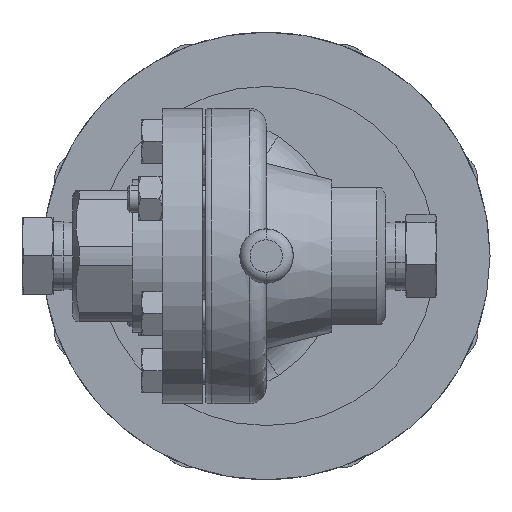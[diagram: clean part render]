
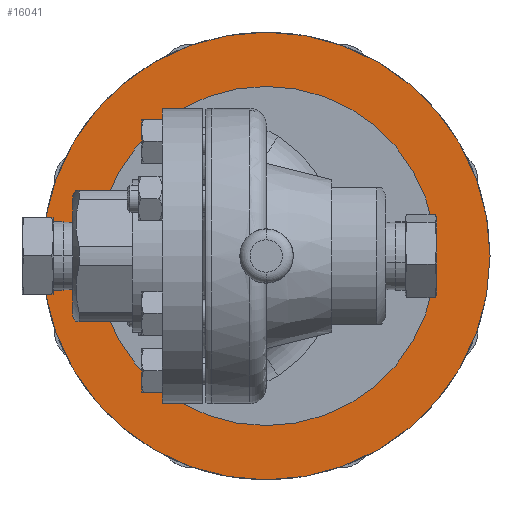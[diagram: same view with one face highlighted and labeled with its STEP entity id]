
A CAD part, front view. The second image highlights one B-rep face of the part: STEP entity #16041.
In plain terms, the highlighted planar face has unit normal (0, -1, 0).
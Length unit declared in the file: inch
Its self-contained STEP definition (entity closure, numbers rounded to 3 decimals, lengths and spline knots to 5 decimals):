
#208 = ORIENTED_EDGE ( 'NONE', *, *, #16109, .F. ) ;
#403 = DIRECTION ( 'NONE',  ( 0., 1., 0. ) ) ;
#1306 = CARTESIAN_POINT ( 'NONE',  ( 0., 2.05, 1.94 ) ) ;
#1804 = EDGE_CURVE ( 'NONE', #16339, #6718, #8158, .T. ) ;
#2146 = CARTESIAN_POINT ( 'NONE',  ( 0., 2.05, 0. ) ) ;
#2986 = DIRECTION ( 'NONE',  ( 0., -1., 0. ) ) ;
#3766 = DIRECTION ( 'NONE',  ( 0., 1., 0. ) ) ;
#4217 = DIRECTION ( 'NONE',  ( 0., 0., 1. ) ) ;
#5152 = PLANE ( 'NONE',  #13639 ) ;
#5713 = EDGE_CURVE ( 'NONE', #7943, #15073, #15906, .T. ) ;
#6718 = VERTEX_POINT ( 'NONE', #11362 ) ;
#6745 = EDGE_LOOP ( 'NONE', ( #15512, #208 ) ) ;
#7225 = AXIS2_PLACEMENT_3D ( 'NONE', #9339, #2986, #11877 ) ;
#7644 = CARTESIAN_POINT ( 'NONE',  ( -2.565, 2.05, 0. ) ) ;
#7943 = VERTEX_POINT ( 'NONE', #1306 ) ;
#8158 = CIRCLE ( 'NONE', #10195, 2.56 ) ;
#9065 = AXIS2_PLACEMENT_3D ( 'NONE', #15428, #403, #14381 ) ;
#9300 = CARTESIAN_POINT ( 'NONE',  ( 0., 2.05, 0. ) ) ;
#9339 = CARTESIAN_POINT ( 'NONE',  ( 0., 2.05, 0. ) ) ;
#9932 = CIRCLE ( 'NONE', #9065, 2.56 ) ;
#10195 = AXIS2_PLACEMENT_3D ( 'NONE', #9300, #11838, #4217 ) ;
#10226 = ORIENTED_EDGE ( 'NONE', *, *, #11591, .F. ) ;
#10529 = ORIENTED_EDGE ( 'NONE', *, *, #5713, .F. ) ;
#11054 = DIRECTION ( 'NONE',  ( 0., 0., -1. ) ) ;
#11362 = CARTESIAN_POINT ( 'NONE',  ( 0., 2.05, 2.56 ) ) ;
#11591 = EDGE_CURVE ( 'NONE', #15073, #7943, #16164, .T. ) ;
#11838 = DIRECTION ( 'NONE',  ( 0., 1., 0. ) ) ;
#11877 = DIRECTION ( 'NONE',  ( 0., 0., -1. ) ) ;
#12101 = CARTESIAN_POINT ( 'NONE',  ( 0., 2.05, -1.94 ) ) ;
#13078 = AXIS2_PLACEMENT_3D ( 'NONE', #2146, #16157, #11054 ) ;
#13304 = FACE_BOUND ( 'NONE', #14674, .T. ) ;
#13639 = AXIS2_PLACEMENT_3D ( 'NONE', #7644, #3766, #14166 ) ;
#14166 = DIRECTION ( 'NONE',  ( 0., 0., 1. ) ) ;
#14381 = DIRECTION ( 'NONE',  ( 0., 0., 1. ) ) ;
#14487 = FACE_OUTER_BOUND ( 'NONE', #6745, .T. ) ;
#14674 = EDGE_LOOP ( 'NONE', ( #10226, #10529 ) ) ;
#15073 = VERTEX_POINT ( 'NONE', #12101 ) ;
#15428 = CARTESIAN_POINT ( 'NONE',  ( 0., 2.05, 0. ) ) ;
#15512 = ORIENTED_EDGE ( 'NONE', *, *, #1804, .F. ) ;
#15906 = CIRCLE ( 'NONE', #13078, 1.94 ) ;
#16035 = CARTESIAN_POINT ( 'NONE',  ( 0., 2.05, -2.56 ) ) ;
#16041 = ADVANCED_FACE ( 'NONE', ( #13304, #14487 ), #5152, .F. ) ;
#16109 = EDGE_CURVE ( 'NONE', #6718, #16339, #9932, .T. ) ;
#16157 = DIRECTION ( 'NONE',  ( 0., -1., 0. ) ) ;
#16164 = CIRCLE ( 'NONE', #7225, 1.94 ) ;
#16339 = VERTEX_POINT ( 'NONE', #16035 ) ;
